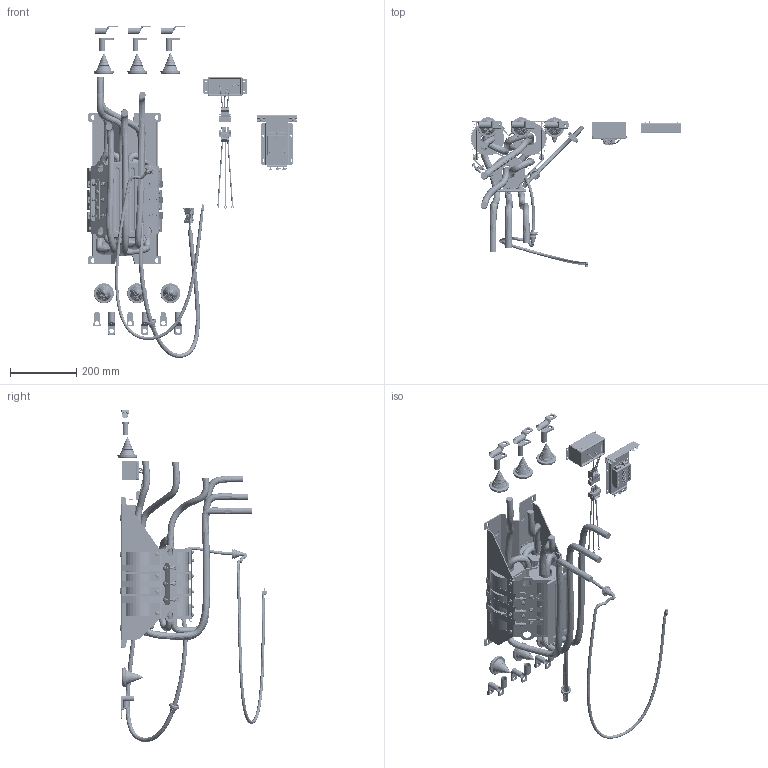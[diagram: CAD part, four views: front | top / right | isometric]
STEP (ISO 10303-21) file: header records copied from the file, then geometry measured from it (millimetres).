
FILE_DESCRIPTION(/* description */ ('CAx-IF Rec.Pracs.---Representation and Presentation of Product Manufacturing Information (PMI)---4.0---2014-10-13','CAx-IF Rec.Pracs.---3D Tessellated Geometry---0.4---2014-09-14','2;1'),/* implementation_level */ '2;1');
FILE_NAME(/* name */ 'MCAD-OF7U1-M-AF-37-590A-TA-E00-F4',/* time_stamp */ '2025-11-11T12:38:21+02:00',/* author */ (''),/* organization */ (''),/* preprocessor_version */ 'ST-DEVELOPER v20',/* originating_system */ 'SIEMENS PLM Software NX2312.3002',/* authorisation */ $);
FILE_SCHEMA (('AP242_MANAGED_MODEL_BASED_3D_ENGINEERING_MIM_LF { 1 0 10303 442 3 1 4 }'));
Products named in the file (50): MCAD-OF7U1-M-AF-37-590A-TA-E00-F4; 172F1265; 70CMR00164; 172F0085; 141L3005; 70CTC1110368; 172F5480; MC00068; 139Z3401; 70CVB02148; 70CPE11743_ALT2; 70CPE11742_ALT2; 172F3033; 70CPE11528; 141U4657; 139Z7626; SO-M4-6; 70CTC1112514; 172F8225_C; 172Z0967_ALT1; PP20555; 141U5200; 70CPE05327; 141U5970; 181B1640; MC00068_ALT1; 172K0511_ALT2; 172K0509_ALT7; 70CPE12126; 70CTC1105714; 70CMC00232; 172K0506; cable_loose_dudt_590_U_reference; cable_loose_dudt_590_V_reference; cable_loose_dudt_590_W_reference; 70CWC0500009; 70CWC0500010; 70CWC0500011; KALEI-M8; 172K0510 ...
Assembly tree (116 placements, depth 4):
  MCAD-OF7U1-M-AF-37-590A-TA-E00-F4
    172F1265  x6
    70CMR00164  x6
    172F0085  x6
    141L3005  x2
    70CTC1110368
    70CTC1110368
    172F5480
    MC00068  x2
    139Z3401  x2
    141L3005  x4
    70CVB02148
    70CPE11743_ALT2
      70CPE11742_ALT2
    172F3033
      70CPE11528
      141U4657  x3
    139Z7626
      SO-M4-6  x3
    70CTC1112514
    172F8225_C
      172Z0967_ALT1
        PP20555
        141U5200  x2
        70CPE05327
        141U5970
        181B1640
      MC00068_ALT1
      172K0511_ALT2
      172K0509_ALT7
        181B1640
        70CPE12126
        70CTC1105714
      MC00068
      70CMC00232  x13
      172K0506  x9
      cable_loose_dudt_590_U_reference
      cable_loose_dudt_590_V_reference
      cable_loose_dudt_590_W_reference
      70CWC0500009
      70CWC0500010
      70CWC0500011
        KALEI-M8  x2
      172K0510  x4
      172K0514  x4
      172F2996
      172F7518  x3
      172K0513  x3
      172F2997
      MC00708  x6
      MC00109  x3
      172K0511  x2
Bounding box: 633.58 x 448.45 x 998.76 mm (x, y, z)
Volume: 6886034.1 mm3; surface area: 2253909 mm2
Topology: 156 solids, 158 shells, 6821 faces, 17661 edges, 11396 vertices
Faces by surface type: plane 3714, cylinder 2179, torus 413, bspline 274, cone 241
Full cylindrical faces by diameter (mm): 0.1 x1, 0.3 x1, 1 x15, 1.3 x2, 1.6 x2, 1.8 x3, 2 x4, 2.9 x2, 3 x86, 3.2 x1, 3.242 x3, 3.3 x5, 3.4 x3, 3.725 x3, 4 x18, 4.1 x2, 4.2 x10, 4.3 x3, 4.5 x14, 4.8 x2, 5 x12, 5.1 x3, 5.2 x3, 5.4 x13, 5.5 x2, 6 x17, 6.408 x3, 6.5 x6, 6.764 x6, 6.8 x2
Entity records: 198479 total; most frequent: CARTESIAN_POINT 56161, DIRECTION 26173, ORIENTED_EDGE 24972, EDGE_CURVE 12487, AXIS2_PLACEMENT_3D 8782, LINE 8609, VECTOR 8609, VERTEX_POINT 8315
